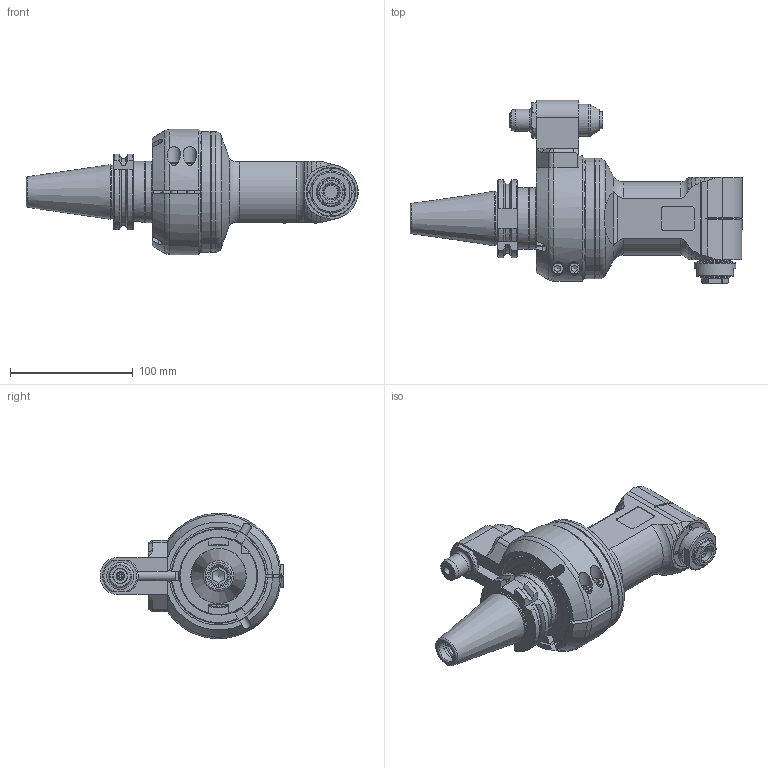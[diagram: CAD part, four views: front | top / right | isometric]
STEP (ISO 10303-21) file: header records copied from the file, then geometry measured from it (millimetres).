
FILE_DESCRIPTION(/* description */ (''),/* implementation_level */ '2;1');
FILE_NAME(/* name */ '9.F90.10000-4C40.stp',/* time_stamp */ '2024-06-12T10:52:20-04:00',/* author */ ('jkrenzer'),/* organization */ (''),/* preprocessor_version */ 'ST-DEVELOPER v18.1',/* originating_system */ 'Autodesk Inventor 2022',/* authorisation */ '');
FILE_SCHEMA (('AUTOMOTIVE_DESIGN { 1 0 10303 214 3 1 1 }'));
Products named in the file (3): 9.F90.10000-4C40; 9_F90_10000; 9_GA1_148_2  (Type 1, Cat40, 80mm)
Assembly tree (2 placements, depth 2):
  9.F90.10000-4C40
    9_F90_10000
    9_GA1_148_2  (Type 1, Cat40, 80mm)
Bounding box: 270.32 x 149.25 x 101.99 mm (x, y, z)
Volume: 922514.8 mm3; surface area: 150718 mm2
Topology: 5 solids, 11 shells, 625 faces, 1557 edges, 1005 vertices
Faces by surface type: plane 265, cylinder 162, cone 159, torus 31, bspline 6, sphere 2
Full cylindrical faces by diameter (mm): 1.6 x4, 2 x4, 2.5 x3, 2.6 x2, 3 x2, 3.2 x8, 4.2 x3, 5 x2, 6 x4, 6.5 x1, 7 x1, 8 x2, 8.5 x20, 10 x4, 10.2 x1, 10.4 x2, 11 x2, 12 x3, 12.5 x1, 13 x2, 14 x2, 16.5 x1, 17 x1, 17.6 x1, 17.943 x1, 18 x2, 19 x1, 23 x1, 24 x1, 24.5 x1
Entity records: 60010 total; most frequent: CARTESIAN_POINT 45384, DIRECTION 3037, ORIENTED_EDGE 3030, EDGE_CURVE 1520, AXIS2_PLACEMENT_3D 1182, VERTEX_POINT 1005, EDGE_LOOP 734, LINE 673
